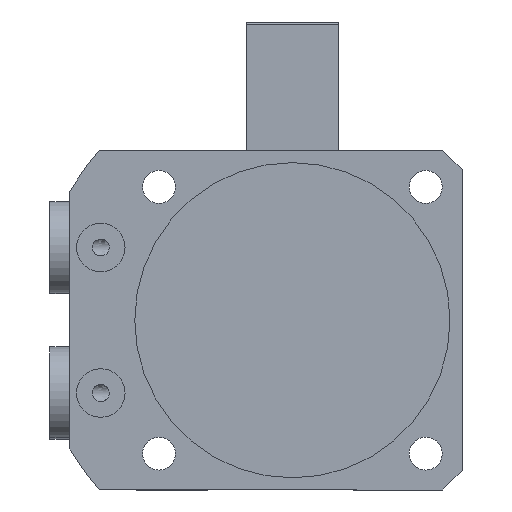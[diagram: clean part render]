
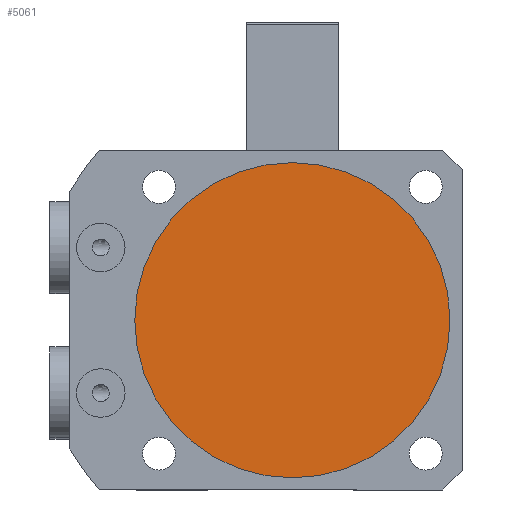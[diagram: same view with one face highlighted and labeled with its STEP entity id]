
A CAD part, front view. The second image highlights one B-rep face of the part: STEP entity #5061.
In plain terms, the highlighted planar face has unit normal (0, -1, 0).
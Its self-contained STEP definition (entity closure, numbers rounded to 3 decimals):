
#831 = CIRCLE ( 'NONE', #6296, 32.5 ) ;
#967 = CARTESIAN_POINT ( 'NONE',  ( 0., 0., 0. ) ) ;
#1162 = EDGE_LOOP ( 'NONE', ( #9925, #7435 ) ) ;
#1305 = DIRECTION ( 'NONE',  ( 0., -1., 0. ) ) ;
#1828 = VERTEX_POINT ( 'NONE', #5701 ) ;
#1836 = DIRECTION ( 'NONE',  ( 0., 0., -1. ) ) ;
#2549 = CARTESIAN_POINT ( 'NONE',  ( 0., 0., 0. ) ) ;
#3422 = DIRECTION ( 'NONE',  ( 0., 0., -1. ) ) ;
#3739 = CIRCLE ( 'NONE', #4021, 32.5 ) ;
#3887 = FACE_OUTER_BOUND ( 'NONE', #1162, .T. ) ;
#4021 = AXIS2_PLACEMENT_3D ( 'NONE', #967, #7082, #1836 ) ;
#5061 = ADVANCED_FACE ( 'NONE', ( #3887 ), #9008, .T. ) ;
#5449 = EDGE_CURVE ( 'NONE', #1828, #8388, #3739, .T. ) ;
#5613 = AXIS2_PLACEMENT_3D ( 'NONE', #6553, #1305, #7437 ) ;
#5701 = CARTESIAN_POINT ( 'NONE',  ( 0., 0., -32.5 ) ) ;
#6296 = AXIS2_PLACEMENT_3D ( 'NONE', #2549, #8632, #3422 ) ;
#6553 = CARTESIAN_POINT ( 'NONE',  ( 27., 0., 0. ) ) ;
#7082 = DIRECTION ( 'NONE',  ( 0., 1., 0. ) ) ;
#7435 = ORIENTED_EDGE ( 'NONE', *, *, #8402, .F. ) ;
#7437 = DIRECTION ( 'NONE',  ( 0., 0., -1. ) ) ;
#8388 = VERTEX_POINT ( 'NONE', #9472 ) ;
#8402 = EDGE_CURVE ( 'NONE', #8388, #1828, #831, .T. ) ;
#8632 = DIRECTION ( 'NONE',  ( 0., 1., 0. ) ) ;
#9008 = PLANE ( 'NONE',  #5613 ) ;
#9472 = CARTESIAN_POINT ( 'NONE',  ( 0., 0., 32.5 ) ) ;
#9925 = ORIENTED_EDGE ( 'NONE', *, *, #5449, .F. ) ;
